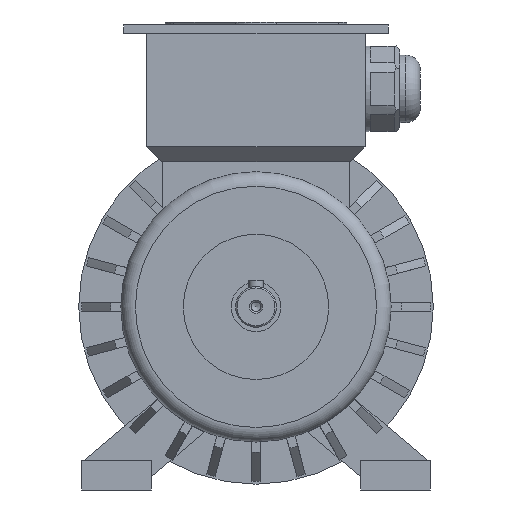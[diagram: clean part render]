
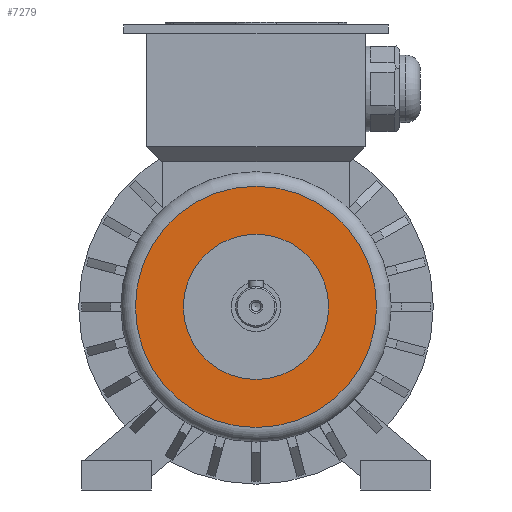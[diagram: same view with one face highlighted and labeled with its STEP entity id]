
A CAD part, front view. The second image highlights one B-rep face of the part: STEP entity #7279.
In plain terms, the highlighted planar face has unit normal (0, -1, 0).
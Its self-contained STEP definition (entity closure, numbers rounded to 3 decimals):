
#314=CIRCLE('',#7727,41.5);
#315=CIRCLE('',#7728,25.);
#1146=ORIENTED_EDGE('',*,*,#2523,.T.);
#1147=ORIENTED_EDGE('',*,*,#2524,.T.);
#2523=EDGE_CURVE('',#3143,#3143,#314,.F.);
#2524=EDGE_CURVE('',#3144,#3144,#315,.T.);
#3143=VERTEX_POINT('',#10793);
#3144=VERTEX_POINT('',#10795);
#4382=EDGE_LOOP('',(#1146));
#4383=EDGE_LOOP('',(#1147));
#4717=FACE_BOUND('',#4382,.T.);
#4718=FACE_BOUND('',#4383,.T.);
#5018=PLANE('',#7726);
#7279=ADVANCED_FACE('',(#4717,#4718),#5018,.F.);
#7726=AXIS2_PLACEMENT_3D('',#10791,#8909,#8910);
#7727=AXIS2_PLACEMENT_3D('',#10792,#8911,#8912);
#7728=AXIS2_PLACEMENT_3D('',#10794,#8913,#8914);
#8909=DIRECTION('',(0.,1.,0.));
#8910=DIRECTION('',(0.,0.,1.));
#8911=DIRECTION('',(0.,1.,0.));
#8912=DIRECTION('',(0.,0.,1.));
#8913=DIRECTION('',(0.,1.,0.));
#8914=DIRECTION('',(1.,0.,0.));
#10791=CARTESIAN_POINT('',(0.,-15.,0.));
#10792=CARTESIAN_POINT('',(0.,-15.,0.));
#10793=CARTESIAN_POINT('',(0.,-15.,41.5));
#10794=CARTESIAN_POINT('',(0.,-15.,0.));
#10795=CARTESIAN_POINT('',(25.,-15.,0.));
